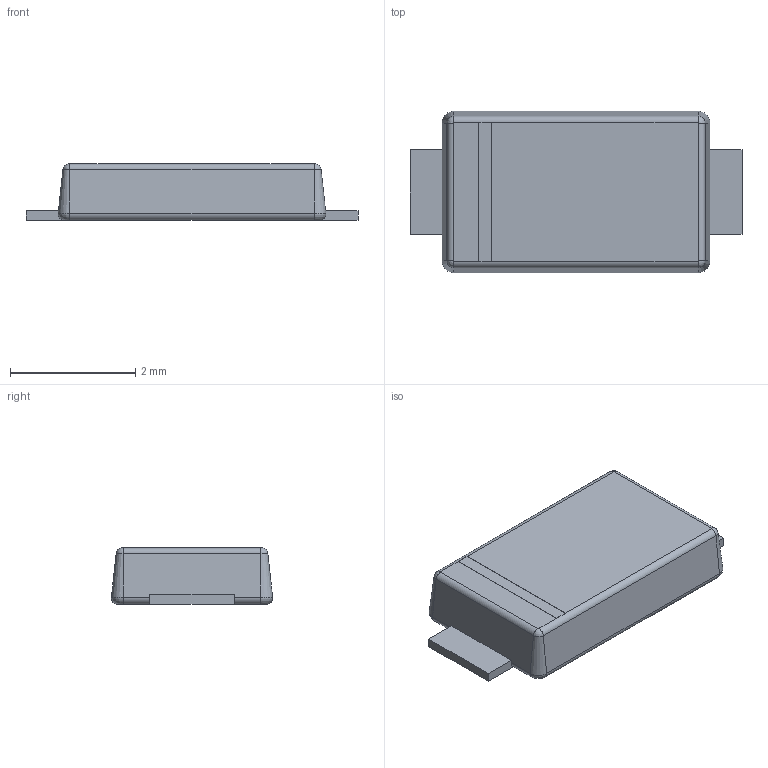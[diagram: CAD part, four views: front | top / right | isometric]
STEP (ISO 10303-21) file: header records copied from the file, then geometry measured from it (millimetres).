
FILE_DESCRIPTION(('FreeCAD Model'),'2;1');
FILE_NAME( 'DO-221AC (SlimSMA).step', '2020-08-27T13:02:39',('Author'),(''), 'Open CASCADE STEP processor 7.3','FreeCAD','Unknown');
FILE_SCHEMA(('AUTOMOTIVE_DESIGN { 1 0 10303 214 1 1 1 1 }'));
Length unit declared in the file: millimetre
Products named in the file (4): DO-221AC(SlimSMA); Body; Pin1; Pin2
Assembly tree (3 placements, depth 2):
  DO-221AC(SlimSMA)
    Body
    Pin1
    Pin2
Bounding box: 5.3 x 2.58 x 0.9 mm (x, y, z)
Volume: 9.6 mm3; surface area: 38.9 mm2
Topology: 3 solids, 3 shells, 54 faces, 124 edges, 76 vertices
Faces by surface type: plane 32, cylinder 10, revolution 8, cone 4
Entity records: 3726 total; most frequent: CARTESIAN_POINT 826, DIRECTION 476, LINE 292, VECTOR 292, ORIENTED_EDGE 248, PCURVE 248, DEFINITIONAL_REPRESENTATION 248, EDGE_CURVE 124
